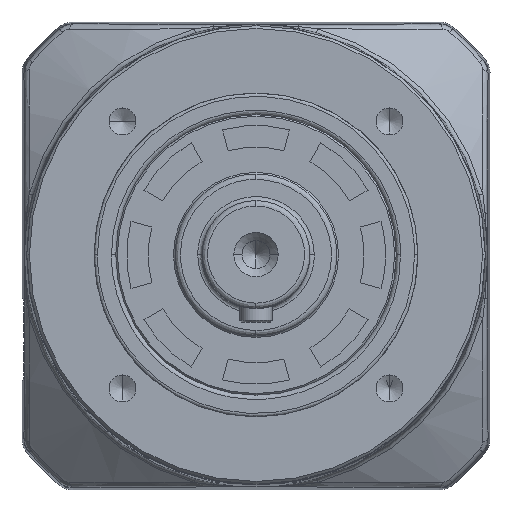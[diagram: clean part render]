
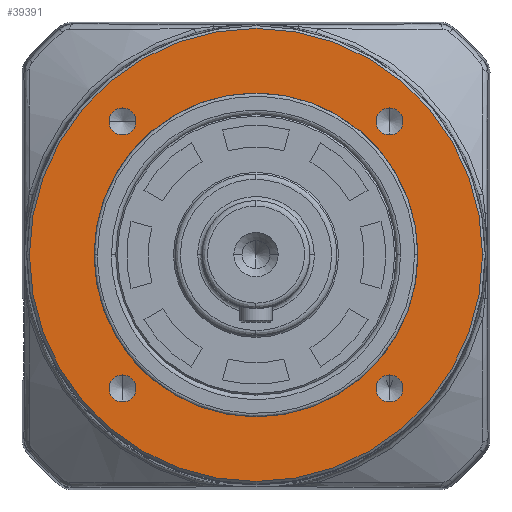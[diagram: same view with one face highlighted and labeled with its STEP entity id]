
A CAD part, top view. The second image highlights one B-rep face of the part: STEP entity #39391.
In plain terms, the highlighted planar face has unit normal (0, 0, 1).
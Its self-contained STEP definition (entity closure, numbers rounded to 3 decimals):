
#173 = CIRCLE ( 'NONE', #28771, 42. ) ;
#224 = AXIS2_PLACEMENT_3D ( 'NONE', #5135, #31744, #9013 ) ;
#1544 = AXIS2_PLACEMENT_3D ( 'NONE', #23931, #23872, #23825 ) ;
#1644 = CARTESIAN_POINT ( 'NONE',  ( -27.249, -24.749, 41.5 ) ) ;
#2540 = AXIS2_PLACEMENT_3D ( 'NONE', #10515, #37057, #14333 ) ;
#3888 = CIRCLE ( 'NONE', #1544, 2.5 ) ;
#4198 = EDGE_LOOP ( 'NONE', ( #9213, #22464 ) ) ;
#4493 = EDGE_LOOP ( 'NONE', ( #24876, #20990 ) ) ;
#4540 = EDGE_LOOP ( 'NONE', ( #29439, #37238 ) ) ;
#4665 = DIRECTION ( 'NONE',  ( 0., 0., 1. ) ) ;
#4720 = DIRECTION ( 'NONE',  ( -1., 0., 0. ) ) ;
#4767 = DIRECTION ( 'NONE',  ( 0., 0., -1. ) ) ;
#4821 = CARTESIAN_POINT ( 'NONE',  ( 0., 0., 41.5 ) ) ;
#4905 = EDGE_CURVE ( 'NONE', #13353, #24993, #3888, .T. ) ;
#5135 = CARTESIAN_POINT ( 'NONE',  ( -24.749, -24.749, 41.5 ) ) ;
#5566 = CIRCLE ( 'NONE', #22920, 2.5 ) ;
#5917 = ORIENTED_EDGE ( 'NONE', *, *, #24008, .F. ) ;
#7572 = AXIS2_PLACEMENT_3D ( 'NONE', #15459, #15454, #15387 ) ;
#7745 = EDGE_LOOP ( 'NONE', ( #5917, #28191 ) ) ;
#7979 = EDGE_LOOP ( 'NONE', ( #33150, #13106 ) ) ;
#8460 = DIRECTION ( 'NONE',  ( 1., 0., 0. ) ) ;
#8499 = CARTESIAN_POINT ( 'NONE',  ( 0., 0., 41.5 ) ) ;
#8518 = DIRECTION ( 'NONE',  ( 0., 0., -1. ) ) ;
#8524 = CARTESIAN_POINT ( 'NONE',  ( 0., 0., 41.5 ) ) ;
#9013 = DIRECTION ( 'NONE',  ( 1., 0., 0. ) ) ;
#9213 = ORIENTED_EDGE ( 'NONE', *, *, #16171, .T. ) ;
#9822 = FACE_BOUND ( 'NONE', #4540, .T. ) ;
#10515 = CARTESIAN_POINT ( 'NONE',  ( 24.749, 24.749, 41.5 ) ) ;
#11743 = CARTESIAN_POINT ( 'NONE',  ( 27.249, -24.749, 41.5 ) ) ;
#11804 = CARTESIAN_POINT ( 'NONE',  ( 22.249, 24.749, 41.5 ) ) ;
#12318 = DIRECTION ( 'NONE',  ( 1., 0., 0. ) ) ;
#13106 = ORIENTED_EDGE ( 'NONE', *, *, #43526, .T. ) ;
#13310 = DIRECTION ( 'NONE',  ( 1., 0., 0. ) ) ;
#13316 = DIRECTION ( 'NONE',  ( 0., 0., -1. ) ) ;
#13353 = VERTEX_POINT ( 'NONE', #28130 ) ;
#13354 = CARTESIAN_POINT ( 'NONE',  ( 24.749, -24.749, 41.5 ) ) ;
#14333 = DIRECTION ( 'NONE',  ( 1., 0., 0. ) ) ;
#14808 = CIRCLE ( 'NONE', #20910, 30. ) ;
#14886 = VERTEX_POINT ( 'NONE', #16755 ) ;
#15006 = CARTESIAN_POINT ( 'NONE',  ( 24.749, 24.749, 41.5 ) ) ;
#15333 = CIRCLE ( 'NONE', #27020, 30. ) ;
#15344 = CARTESIAN_POINT ( 'NONE',  ( 27.249, 24.749, 41.5 ) ) ;
#15387 = DIRECTION ( 'NONE',  ( 1., 0., 0. ) ) ;
#15427 = EDGE_CURVE ( 'NONE', #43930, #48107, #29364, .T. ) ;
#15444 = CIRCLE ( 'NONE', #19231, 2.5 ) ;
#15454 = DIRECTION ( 'NONE',  ( 0., 0., -1. ) ) ;
#15459 = CARTESIAN_POINT ( 'NONE',  ( -24.749, -24.749, 41.5 ) ) ;
#16102 = EDGE_CURVE ( 'NONE', #38896, #32712, #36702, .T. ) ;
#16162 = CIRCLE ( 'NONE', #17762, 42. ) ;
#16171 = EDGE_CURVE ( 'NONE', #48107, #43930, #5566, .T. ) ;
#16390 = EDGE_CURVE ( 'NONE', #32618, #37701, #15333, .T. ) ;
#16755 = CARTESIAN_POINT ( 'NONE',  ( 42., 0., 41.5 ) ) ;
#16787 = EDGE_LOOP ( 'NONE', ( #25419, #35822 ) ) ;
#17762 = AXIS2_PLACEMENT_3D ( 'NONE', #43567, #43507, #43463 ) ;
#17767 = VERTEX_POINT ( 'NONE', #15344 ) ;
#18305 = CARTESIAN_POINT ( 'NONE',  ( -22.249, 24.749, 41.5 ) ) ;
#18890 = DIRECTION ( 'NONE',  ( 1., 0., 0. ) ) ;
#19231 = AXIS2_PLACEMENT_3D ( 'NONE', #15006, #41592, #18890 ) ;
#19911 = CARTESIAN_POINT ( 'NONE',  ( 0., 0., 41.5 ) ) ;
#20014 = FACE_BOUND ( 'NONE', #7979, .T. ) ;
#20910 = AXIS2_PLACEMENT_3D ( 'NONE', #8499, #35037, #12318 ) ;
#20990 = ORIENTED_EDGE ( 'NONE', *, *, #16102, .T. ) ;
#22311 = CARTESIAN_POINT ( 'NONE',  ( 22.249, -24.749, 41.5 ) ) ;
#22339 = AXIS2_PLACEMENT_3D ( 'NONE', #32800, #32710, #32646 ) ;
#22464 = ORIENTED_EDGE ( 'NONE', *, *, #15427, .T. ) ;
#22920 = AXIS2_PLACEMENT_3D ( 'NONE', #13354, #13316, #13310 ) ;
#23450 = CARTESIAN_POINT ( 'NONE',  ( -30., 0., 41.5 ) ) ;
#23825 = DIRECTION ( 'NONE',  ( 1., 0., 0. ) ) ;
#23872 = DIRECTION ( 'NONE',  ( 0., 0., -1. ) ) ;
#23931 = CARTESIAN_POINT ( 'NONE',  ( -24.749, 24.749, 41.5 ) ) ;
#24008 = EDGE_CURVE ( 'NONE', #48277, #14886, #16162, .T. ) ;
#24579 = AXIS2_PLACEMENT_3D ( 'NONE', #19911, #4665, #31241 ) ;
#24876 = ORIENTED_EDGE ( 'NONE', *, *, #48746, .T. ) ;
#24993 = VERTEX_POINT ( 'NONE', #18305 ) ;
#25419 = ORIENTED_EDGE ( 'NONE', *, *, #27200, .T. ) ;
#25429 = CIRCLE ( 'NONE', #2540, 2.5 ) ;
#27020 = AXIS2_PLACEMENT_3D ( 'NONE', #8524, #8518, #8460 ) ;
#27200 = EDGE_CURVE ( 'NONE', #24993, #13353, #41976, .T. ) ;
#27468 = PLANE ( 'NONE',  #24579 ) ;
#28046 = VERTEX_POINT ( 'NONE', #11804 ) ;
#28130 = CARTESIAN_POINT ( 'NONE',  ( -27.249, 24.749, 41.5 ) ) ;
#28191 = ORIENTED_EDGE ( 'NONE', *, *, #30618, .F. ) ;
#28771 = AXIS2_PLACEMENT_3D ( 'NONE', #4821, #4767, #4720 ) ;
#28828 = FACE_BOUND ( 'NONE', #16787, .T. ) ;
#29364 = CIRCLE ( 'NONE', #46035, 2.5 ) ;
#29439 = ORIENTED_EDGE ( 'NONE', *, *, #48494, .T. ) ;
#30017 = FACE_OUTER_BOUND ( 'NONE', #7745, .T. ) ;
#30618 = EDGE_CURVE ( 'NONE', #14886, #48277, #173, .T. ) ;
#30832 = CARTESIAN_POINT ( 'NONE',  ( -22.249, -24.749, 41.5 ) ) ;
#31241 = DIRECTION ( 'NONE',  ( 1., 0., 0. ) ) ;
#31744 = DIRECTION ( 'NONE',  ( 0., 0., -1. ) ) ;
#32618 = VERTEX_POINT ( 'NONE', #32649 ) ;
#32646 = DIRECTION ( 'NONE',  ( 1., 0., 0. ) ) ;
#32649 = CARTESIAN_POINT ( 'NONE',  ( 30., 0., 41.5 ) ) ;
#32710 = DIRECTION ( 'NONE',  ( 0., 0., -1. ) ) ;
#32712 = VERTEX_POINT ( 'NONE', #30832 ) ;
#32800 = CARTESIAN_POINT ( 'NONE',  ( -24.749, 24.749, 41.5 ) ) ;
#33150 = ORIENTED_EDGE ( 'NONE', *, *, #16390, .T. ) ;
#35037 = DIRECTION ( 'NONE',  ( 0., 0., -1. ) ) ;
#35606 = CARTESIAN_POINT ( 'NONE',  ( -42., 0., 41.5 ) ) ;
#35822 = ORIENTED_EDGE ( 'NONE', *, *, #4905, .T. ) ;
#36702 = CIRCLE ( 'NONE', #7572, 2.5 ) ;
#37057 = DIRECTION ( 'NONE',  ( 0., 0., -1. ) ) ;
#37238 = ORIENTED_EDGE ( 'NONE', *, *, #41850, .T. ) ;
#37701 = VERTEX_POINT ( 'NONE', #23450 ) ;
#38732 = DIRECTION ( 'NONE',  ( 1., 0., 0. ) ) ;
#38775 = DIRECTION ( 'NONE',  ( 0., 0., -1. ) ) ;
#38837 = CARTESIAN_POINT ( 'NONE',  ( 24.749, -24.749, 41.5 ) ) ;
#38896 = VERTEX_POINT ( 'NONE', #1644 ) ;
#38917 = FACE_BOUND ( 'NONE', #4493, .T. ) ;
#39391 = ADVANCED_FACE ( 'NONE', ( #20014, #30017, #9822, #48884, #38917, #28828 ), #27468, .T. ) ;
#41592 = DIRECTION ( 'NONE',  ( 0., 0., -1. ) ) ;
#41850 = EDGE_CURVE ( 'NONE', #28046, #17767, #25429, .T. ) ;
#41976 = CIRCLE ( 'NONE', #22339, 2.5 ) ;
#43463 = DIRECTION ( 'NONE',  ( -1., 0., 0. ) ) ;
#43507 = DIRECTION ( 'NONE',  ( 0., 0., -1. ) ) ;
#43526 = EDGE_CURVE ( 'NONE', #37701, #32618, #14808, .T. ) ;
#43567 = CARTESIAN_POINT ( 'NONE',  ( 0., 0., 41.5 ) ) ;
#43930 = VERTEX_POINT ( 'NONE', #22311 ) ;
#46035 = AXIS2_PLACEMENT_3D ( 'NONE', #38837, #38775, #38732 ) ;
#48032 = CIRCLE ( 'NONE', #224, 2.5 ) ;
#48107 = VERTEX_POINT ( 'NONE', #11743 ) ;
#48277 = VERTEX_POINT ( 'NONE', #35606 ) ;
#48494 = EDGE_CURVE ( 'NONE', #17767, #28046, #15444, .T. ) ;
#48746 = EDGE_CURVE ( 'NONE', #32712, #38896, #48032, .T. ) ;
#48884 = FACE_BOUND ( 'NONE', #4198, .T. ) ;
